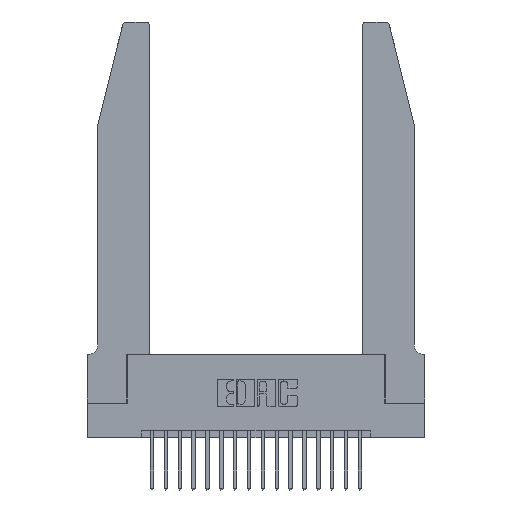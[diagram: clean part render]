
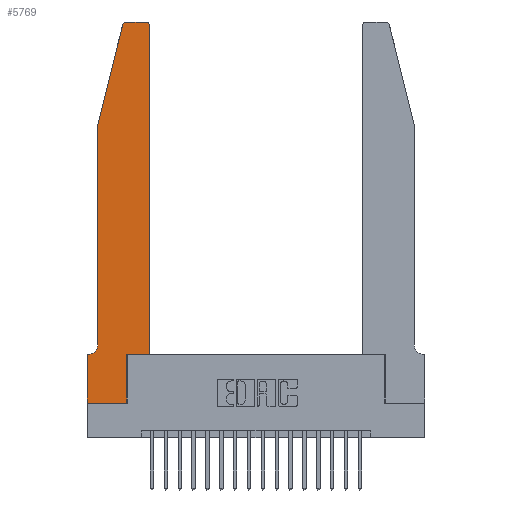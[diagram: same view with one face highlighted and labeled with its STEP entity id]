
A CAD part, top view. The second image highlights one B-rep face of the part: STEP entity #5769.
In plain terms, the highlighted planar face has unit normal (0, 0, 1).
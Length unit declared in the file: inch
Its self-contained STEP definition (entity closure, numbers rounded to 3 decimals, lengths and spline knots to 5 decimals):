
#118 = CARTESIAN_POINT ( 'NONE',  ( 0., 0., 0.37 ) ) ;
#673 = EDGE_CURVE ( 'NONE', #1311, #14040, #15402, .T. ) ;
#684 = VERTEX_POINT ( 'NONE', #15440 ) ;
#695 = DIRECTION ( 'NONE',  ( -1., 0., 0. ) ) ;
#771 = EDGE_CURVE ( 'NONE', #14520, #1311, #17162, .T. ) ;
#793 = VERTEX_POINT ( 'NONE', #9009 ) ;
#1217 = ORIENTED_EDGE ( 'NONE', *, *, #11168, .T. ) ;
#1311 = VERTEX_POINT ( 'NONE', #16660 ) ;
#1949 = EDGE_CURVE ( 'NONE', #3620, #10030, #12096, .T. ) ;
#2014 = EDGE_CURVE ( 'NONE', #793, #5706, #15342, .T. ) ;
#2549 = DIRECTION ( 'NONE',  ( 1., 0., 0. ) ) ;
#3041 = ORIENTED_EDGE ( 'NONE', *, *, #1949, .T. ) ;
#3151 = EDGE_CURVE ( 'NONE', #10030, #5991, #13812, .T. ) ;
#3199 = CARTESIAN_POINT ( 'NONE',  ( 0.2865, 0., 0.37 ) ) ;
#3620 = VERTEX_POINT ( 'NONE', #16036 ) ;
#3947 = DIRECTION ( 'NONE',  ( 0., 1., 0. ) ) ;
#4137 = LINE ( 'NONE', #18588, #16444 ) ;
#4479 = VECTOR ( 'NONE', #16001, 39.37008 ) ;
#4554 = DIRECTION ( 'NONE',  ( 0., 0., 1. ) ) ;
#4598 = ORIENTED_EDGE ( 'NONE', *, *, #3151, .T. ) ;
#4729 = DIRECTION ( 'NONE',  ( 0., 0., -1. ) ) ;
#4880 = VECTOR ( 'NONE', #14019, 39.37008 ) ;
#4994 = LINE ( 'NONE', #19139, #4479 ) ;
#5014 = VECTOR ( 'NONE', #695, 39.37008 ) ;
#5059 = CARTESIAN_POINT ( 'NONE',  ( 0.4205, 2.72, 0.37 ) ) ;
#5302 = VECTOR ( 'NONE', #18079, 39.37008 ) ;
#5341 = VECTOR ( 'NONE', #17079, 39.37008 ) ;
#5360 = CARTESIAN_POINT ( 'NONE',  ( 0.25487, 2.72718, 0.37 ) ) ;
#5401 = CIRCLE ( 'NONE', #17190, 0.03 ) ;
#5706 = VERTEX_POINT ( 'NONE', #17234 ) ;
#5769 = ADVANCED_FACE ( 'NONE', ( #10993 ), #9347, .T. ) ;
#5946 = CARTESIAN_POINT ( 'NONE',  ( 0.2865, 0.35, 0.37 ) ) ;
#5991 = VERTEX_POINT ( 'NONE', #118 ) ;
#6141 = ORIENTED_EDGE ( 'NONE', *, *, #12809, .T. ) ;
#6162 = ORIENTED_EDGE ( 'NONE', *, *, #14288, .T. ) ;
#6713 = DIRECTION ( 'NONE',  ( 1., 0., 0. ) ) ;
#6893 = EDGE_CURVE ( 'NONE', #5991, #12008, #4137, .T. ) ;
#6899 = ORIENTED_EDGE ( 'NONE', *, *, #20522, .T. ) ;
#7048 = DIRECTION ( 'NONE',  ( -1., 0., 0. ) ) ;
#7394 = VECTOR ( 'NONE', #3947, 39.37008 ) ;
#7547 = CARTESIAN_POINT ( 'NONE',  ( 0.2865, 0.35, 0.37 ) ) ;
#7802 = VERTEX_POINT ( 'NONE', #5946 ) ;
#8252 = AXIS2_PLACEMENT_3D ( 'NONE', #8536, #19649, #10111 ) ;
#8332 = CIRCLE ( 'NONE', #10448, 0.07 ) ;
#8536 = CARTESIAN_POINT ( 'NONE',  ( 0.284, 2.72, 0.37 ) ) ;
#8869 = CARTESIAN_POINT ( 'NONE',  ( 0.2605, 2.75, 0.37 ) ) ;
#9009 = CARTESIAN_POINT ( 'NONE',  ( 0.4505, 0.35, 0.37 ) ) ;
#9137 = ORIENTED_EDGE ( 'NONE', *, *, #771, .T. ) ;
#9347 = PLANE ( 'NONE',  #11927 ) ;
#9621 = LINE ( 'NONE', #7547, #5341 ) ;
#9855 = EDGE_CURVE ( 'NONE', #5706, #11592, #5401, .T. ) ;
#10022 = CARTESIAN_POINT ( 'NONE',  ( 0.4205, 2.75, 0.37 ) ) ;
#10030 = VERTEX_POINT ( 'NONE', #10398 ) ;
#10111 = DIRECTION ( 'NONE',  ( 1., 0., 0. ) ) ;
#10168 = CARTESIAN_POINT ( 'NONE',  ( 0.0755, 0.35, 0.37 ) ) ;
#10375 = CARTESIAN_POINT ( 'NONE',  ( 0.4505, 0.35, 0.37 ) ) ;
#10396 = EDGE_LOOP ( 'NONE', ( #6141, #20340, #9137, #10625, #6899, #3041, #4598, #17874, #1217, #6162, #11386, #16627 ) ) ;
#10398 = CARTESIAN_POINT ( 'NONE',  ( 0., 0.35, 0.37 ) ) ;
#10448 = AXIS2_PLACEMENT_3D ( 'NONE', #14324, #4729, #15934 ) ;
#10625 = ORIENTED_EDGE ( 'NONE', *, *, #673, .T. ) ;
#10669 = VECTOR ( 'NONE', #17376, 39.37008 ) ;
#10993 = FACE_OUTER_BOUND ( 'NONE', #10396, .T. ) ;
#11168 = EDGE_CURVE ( 'NONE', #12008, #7802, #9621, .T. ) ;
#11386 = ORIENTED_EDGE ( 'NONE', *, *, #2014, .T. ) ;
#11592 = VERTEX_POINT ( 'NONE', #10022 ) ;
#11927 = AXIS2_PLACEMENT_3D ( 'NONE', #14170, #4554, #15770 ) ;
#12008 = VERTEX_POINT ( 'NONE', #3199 ) ;
#12096 = LINE ( 'NONE', #10168, #15853 ) ;
#12653 = EDGE_CURVE ( 'NONE', #684, #14520, #17046, .T. ) ;
#12809 = EDGE_CURVE ( 'NONE', #11592, #684, #13526, .T. ) ;
#13526 = LINE ( 'NONE', #8869, #5014 ) ;
#13705 = CARTESIAN_POINT ( 'NONE',  ( 0.0755, 0.42, 0.37 ) ) ;
#13812 = LINE ( 'NONE', #16470, #5302 ) ;
#14019 = DIRECTION ( 'NONE',  ( -0.239, -0.971, 0. ) ) ;
#14040 = VERTEX_POINT ( 'NONE', #13705 ) ;
#14170 = CARTESIAN_POINT ( 'NONE',  ( 0., 0.35, 0.37 ) ) ;
#14288 = EDGE_CURVE ( 'NONE', #7802, #793, #4994, .T. ) ;
#14324 = CARTESIAN_POINT ( 'NONE',  ( 0.0055, 0.42, 0.37 ) ) ;
#14520 = VERTEX_POINT ( 'NONE', #5360 ) ;
#15188 = CARTESIAN_POINT ( 'NONE',  ( 0.0755, 2., 0.37 ) ) ;
#15342 = LINE ( 'NONE', #10375, #7394 ) ;
#15402 = LINE ( 'NONE', #15188, #10669 ) ;
#15440 = CARTESIAN_POINT ( 'NONE',  ( 0.284, 2.75, 0.37 ) ) ;
#15770 = DIRECTION ( 'NONE',  ( 1., 0., 0. ) ) ;
#15853 = VECTOR ( 'NONE', #7048, 39.37008 ) ;
#15934 = DIRECTION ( 'NONE',  ( -1., 0., 0. ) ) ;
#16001 = DIRECTION ( 'NONE',  ( 1., 0., 0. ) ) ;
#16036 = CARTESIAN_POINT ( 'NONE',  ( 0.0055, 0.35, 0.37 ) ) ;
#16261 = DIRECTION ( 'NONE',  ( 0., 0., 1. ) ) ;
#16444 = VECTOR ( 'NONE', #2549, 39.37008 ) ;
#16470 = CARTESIAN_POINT ( 'NONE',  ( 0., 0., 0.37 ) ) ;
#16627 = ORIENTED_EDGE ( 'NONE', *, *, #9855, .T. ) ;
#16660 = CARTESIAN_POINT ( 'NONE',  ( 0.0755, 2., 0.37 ) ) ;
#17046 = CIRCLE ( 'NONE', #8252, 0.03 ) ;
#17079 = DIRECTION ( 'NONE',  ( 0., 1., 0. ) ) ;
#17162 = LINE ( 'NONE', #17366, #4880 ) ;
#17190 = AXIS2_PLACEMENT_3D ( 'NONE', #5059, #16261, #6713 ) ;
#17234 = CARTESIAN_POINT ( 'NONE',  ( 0.4505, 2.72, 0.37 ) ) ;
#17366 = CARTESIAN_POINT ( 'NONE',  ( 0.0755, 2., 0.37 ) ) ;
#17376 = DIRECTION ( 'NONE',  ( 0., -1., 0. ) ) ;
#17874 = ORIENTED_EDGE ( 'NONE', *, *, #6893, .T. ) ;
#18079 = DIRECTION ( 'NONE',  ( 0., -1., 0. ) ) ;
#18588 = CARTESIAN_POINT ( 'NONE',  ( 0., 0., 0.37 ) ) ;
#19139 = CARTESIAN_POINT ( 'NONE',  ( 0.4505, 0.35, 0.37 ) ) ;
#19649 = DIRECTION ( 'NONE',  ( 0., 0., 1. ) ) ;
#20340 = ORIENTED_EDGE ( 'NONE', *, *, #12653, .T. ) ;
#20522 = EDGE_CURVE ( 'NONE', #14040, #3620, #8332, .T. ) ;
